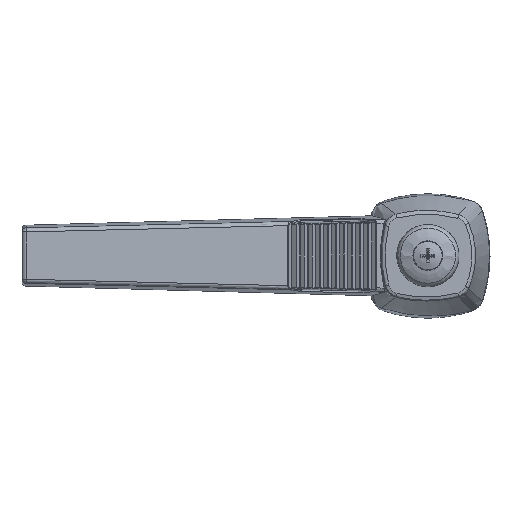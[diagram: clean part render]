
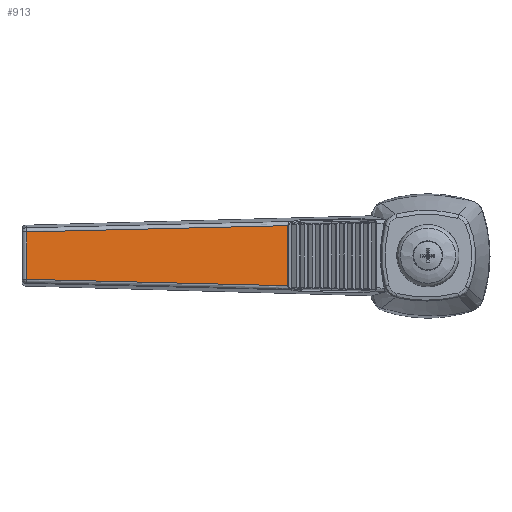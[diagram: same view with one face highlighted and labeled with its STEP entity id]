
A CAD part, top view. The second image highlights one B-rep face of the part: STEP entity #913.
In plain terms, the highlighted planar face has unit normal (0.167, 0, 0.986).
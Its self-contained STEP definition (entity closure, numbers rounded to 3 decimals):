
#913 = ADVANCED_FACE( '', ( #1892 ), #1893, .T. );
#1892 = FACE_OUTER_BOUND( '', #8758, .T. );
#1893 = PLANE( '', #8759 );
#8758 = EDGE_LOOP( '', ( #11496, #11497, #11498, #11499 ) );
#8759 = AXIS2_PLACEMENT_3D( '', #11500, #11501, #11502 );
#11496 = ORIENTED_EDGE( '', *, *, #12286, .T. );
#11497 = ORIENTED_EDGE( '', *, *, #12574, .T. );
#11498 = ORIENTED_EDGE( '', *, *, #12723, .T. );
#11499 = ORIENTED_EDGE( '', *, *, #12560, .T. );
#11500 = CARTESIAN_POINT( '', ( -7.346, 9., 38.229 ) );
#11501 = DIRECTION( '', ( 0.167, 0., 0.986 ) );
#11502 = DIRECTION( '', ( 0.986, 0., -0.167 ) );
#12286 = EDGE_CURVE( '', #13635, #13633, #13636, .T. );
#12560 = EDGE_CURVE( '', #13727, #13635, #13993, .F. );
#12574 = EDGE_CURVE( '', #13633, #13695, #14010, .T. );
#12723 = EDGE_CURVE( '', #13695, #13727, #14170, .T. );
#13633 = VERTEX_POINT( '', #16437 );
#13635 = VERTEX_POINT( '', #16477 );
#13636 = B_SPLINE_CURVE_WITH_KNOTS( '', 3, ( #16478, #16479, #16480, #16481, #16482, #16483, #16484, #16485 ), .UNSPECIFIED., .F., .F., ( 4, 2, 2, 4 ), ( 0., 0.016, 0.033, 0.066 ), .UNSPECIFIED. );
#13695 = VERTEX_POINT( '', #16609 );
#13727 = VERTEX_POINT( '', #16739 );
#13993 = LINE( '', #17688, #17689 );
#14010 = LINE( '', #17739, #17740 );
#14170 = B_SPLINE_CURVE_WITH_KNOTS( '', 3, ( #18152, #18153, #18154, #18155, #18156, #18157, #18158, #18159 ), .UNSPECIFIED., .F., .F., ( 4, 2, 2, 4 ), ( 0., 0.033, 0.049, 0.066 ), .UNSPECIFIED. );
#16437 = CARTESIAN_POINT( '', ( -34.597, -7.427, 42.85 ) );
#16477 = CARTESIAN_POINT( '', ( -99.183, -5.857, 53.802 ) );
#16478 = CARTESIAN_POINT( '', ( -99.183, -5.857, 53.802 ) );
#16479 = CARTESIAN_POINT( '', ( -93.801, -5.986, 52.889 ) );
#16480 = CARTESIAN_POINT( '', ( -88.418, -6.116, 51.977 ) );
#16481 = CARTESIAN_POINT( '', ( -77.654, -6.377, 50.151 ) );
#16482 = CARTESIAN_POINT( '', ( -72.272, -6.508, 49.239 ) );
#16483 = CARTESIAN_POINT( '', ( -56.125, -6.901, 46.501 ) );
#16484 = CARTESIAN_POINT( '', ( -45.361, -7.163, 44.675 ) );
#16485 = CARTESIAN_POINT( '', ( -34.597, -7.427, 42.85 ) );
#16609 = CARTESIAN_POINT( '', ( -34.597, 7.427, 42.85 ) );
#16739 = CARTESIAN_POINT( '', ( -99.183, 5.857, 53.802 ) );
#17688 = CARTESIAN_POINT( '', ( -99.183, -6.7, 53.802 ) );
#17689 = VECTOR( '', #19301, 1000. );
#17739 = CARTESIAN_POINT( '', ( -34.597, 9., 42.85 ) );
#17740 = VECTOR( '', #19320, 1000. );
#18152 = CARTESIAN_POINT( '', ( -34.597, 7.427, 42.85 ) );
#18153 = CARTESIAN_POINT( '', ( -45.361, 7.163, 44.675 ) );
#18154 = CARTESIAN_POINT( '', ( -56.125, 6.901, 46.501 ) );
#18155 = CARTESIAN_POINT( '', ( -72.272, 6.508, 49.239 ) );
#18156 = CARTESIAN_POINT( '', ( -77.654, 6.377, 50.151 ) );
#18157 = CARTESIAN_POINT( '', ( -88.418, 6.116, 51.977 ) );
#18158 = CARTESIAN_POINT( '', ( -93.801, 5.986, 52.889 ) );
#18159 = CARTESIAN_POINT( '', ( -99.183, 5.857, 53.802 ) );
#19301 = DIRECTION( '', ( 0., 1., 0. ) );
#19320 = DIRECTION( '', ( 0., 1., 0. ) );
